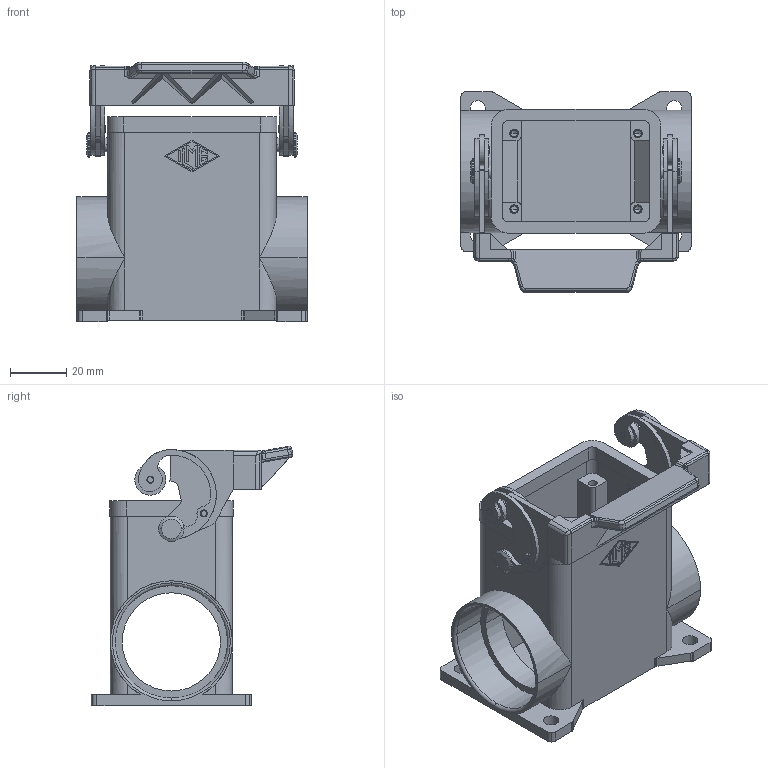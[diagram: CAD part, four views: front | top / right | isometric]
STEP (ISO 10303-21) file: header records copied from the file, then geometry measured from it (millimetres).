
FILE_DESCRIPTION((''),'2;1');
FILE_NAME('MAP 06 L240.stp','2006-12-20T17:17:53',('gembarski'),(''),'Autodesk Inventor 7','Autodesk Inventor 7','');
FILE_SCHEMA(('AUTOMOTIVE_DESIGN { 1 0 10303 214 1 1 1 1 }'));
Length unit declared in the file: millimetre
Products named in the file (1): MAP 06 L240
Bounding box: 82 x 71.7 x 92.42 mm (x, y, z)
Volume: 75040.4 mm3; surface area: 47606.8 mm2
Topology: 1 solids, 3 shells, 499 faces, 1325 edges, 854 vertices
Faces by surface type: bspline 174, plane 158, cylinder 145, torus 14, cone 4, sphere 4
Entity records: 18580 total; most frequent: CARTESIAN_POINT 6302, ORIENTED_EDGE 2624, DIRECTION 2512, EDGE_CURVE 1312, AXIS2_PLACEMENT_3D 900, VERTEX_POINT 854, VECTOR 712, LINE 712
